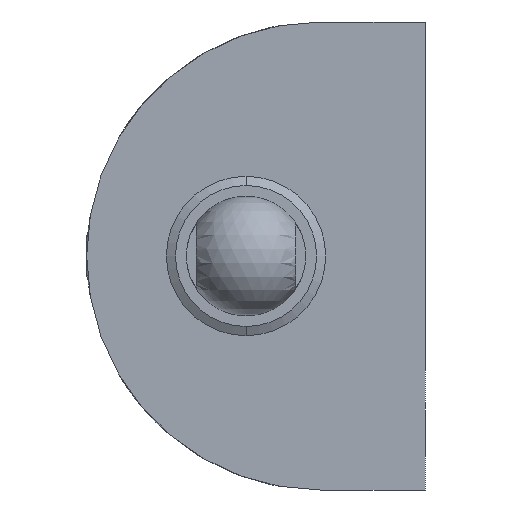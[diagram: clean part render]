
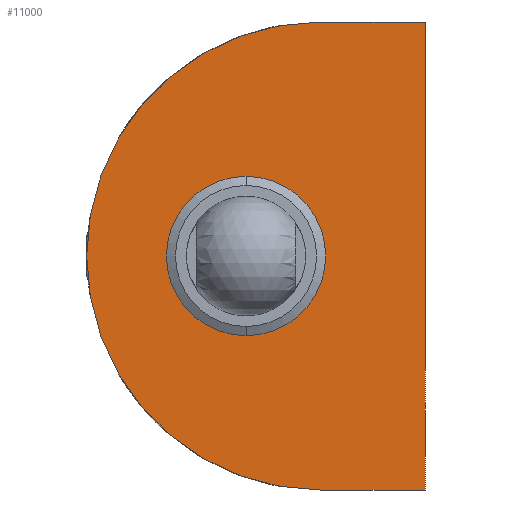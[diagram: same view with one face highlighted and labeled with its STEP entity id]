
A CAD part, left-side view. The second image highlights one B-rep face of the part: STEP entity #11000.
In plain terms, the highlighted planar face has unit normal (-1, 0, 0).
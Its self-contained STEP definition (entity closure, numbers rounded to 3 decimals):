
#9504=VERTEX_POINT('',#24706);
#10518=VERTEX_POINT('',#25800);
#10972=EDGE_CURVE('',#16242,#16040,#26294,.T.);
#11000=ADVANCED_FACE('',(#26325,#26326),#26327,.F.);
#13794=EDGE_CURVE('',#16930,#19824,#29366,.T.);
#15848=EDGE_CURVE('',#16242,#19824,#31603,.T.);
#16040=VERTEX_POINT('',#31815);
#16242=VERTEX_POINT('',#32033);
#16930=VERTEX_POINT('',#32789);
#17208=EDGE_CURVE('',#9504,#10518,#33097,.T.);
#19824=VERTEX_POINT('',#35935);
#21236=EDGE_CURVE('',#16040,#16930,#37475,.T.);
#21782=EDGE_CURVE('',#10518,#9504,#38068,.T.);
#24706=CARTESIAN_POINT('',(-7.0,18.0,-8.0));
#25800=CARTESIAN_POINT('',(-7.0,18.0,8.0));
#26294=CIRCLE('',#48284,23.5);
#26325=FACE_OUTER_BOUND('',#48329,.T.);
#26326=FACE_BOUND('',#48330,.T.);
#26327=PLANE('',#48331);
#29366=LINE('',#56312,#56313);
#31603=LINE('',#61962,#61963);
#31815=CARTESIAN_POINT('',(-7.0,10.5,-23.5));
#32033=CARTESIAN_POINT('',(-7.0,10.5,23.5));
#32789=CARTESIAN_POINT('',(-7.0,0.0,-23.5));
#33097=CIRCLE('',#65610,8.0);
#35935=CARTESIAN_POINT('',(-7.0,0.0,23.5));
#37475=LINE('',#76645,#76646);
#38068=CIRCLE('',#78151,8.0);
#48284=AXIS2_PLACEMENT_3D('',#83592,#83593,#83594);
#48329=EDGE_LOOP('',(#83624,#83625,#83626,#83627));
#48330=EDGE_LOOP('',(#83628,#83629));
#48331=AXIS2_PLACEMENT_3D('',#83630,#83631,#83632);
#56312=CARTESIAN_POINT('',(-7.0,0.0,-23.5));
#56313=VECTOR('',#86228,47.0);
#61962=CARTESIAN_POINT('',(-7.0,10.5,23.5));
#61963=VECTOR('',#88189,10.5);
#65610=AXIS2_PLACEMENT_3D('',#89886,#89887,#89888);
#76645=CARTESIAN_POINT('',(-7.0,10.5,-23.5));
#76646=VECTOR('',#93960,10.5);
#78151=AXIS2_PLACEMENT_3D('',#94651,#94652,#94653);
#83592=CARTESIAN_POINT('',(-7.0,10.5,0.));
#83593=DIRECTION('',(-1.0,0.0,0.));
#83594=DIRECTION('',(0.,0.0,1.0));
#83624=ORIENTED_EDGE('',*,*,#13794,.T.);
#83625=ORIENTED_EDGE('',*,*,#15848,.F.);
#83626=ORIENTED_EDGE('',*,*,#10972,.T.);
#83627=ORIENTED_EDGE('',*,*,#21236,.T.);
#83628=ORIENTED_EDGE('',*,*,#21782,.F.);
#83629=ORIENTED_EDGE('',*,*,#17208,.F.);
#83630=CARTESIAN_POINT('',(-7.0,10.5,-23.5));
#83631=DIRECTION('',(1.0,0.0,0.));
#83632=DIRECTION('',(0.0,-1.0,0.0));
#86228=DIRECTION('',(0.,0.0,1.0));
#88189=DIRECTION('',(0.0,-1.0,0.0));
#89886=CARTESIAN_POINT('',(-7.0,18.0,0.));
#89887=DIRECTION('',(-1.0,0.0,0.));
#89888=DIRECTION('',(0.,0.0,1.0));
#93960=DIRECTION('',(0.0,-1.0,0.0));
#94651=CARTESIAN_POINT('',(-7.0,18.0,0.));
#94652=DIRECTION('',(-1.0,0.0,0.));
#94653=DIRECTION('',(0.,0.0,1.0));
